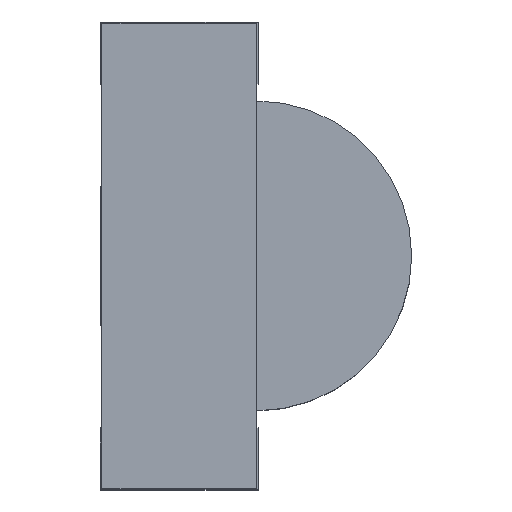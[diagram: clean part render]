
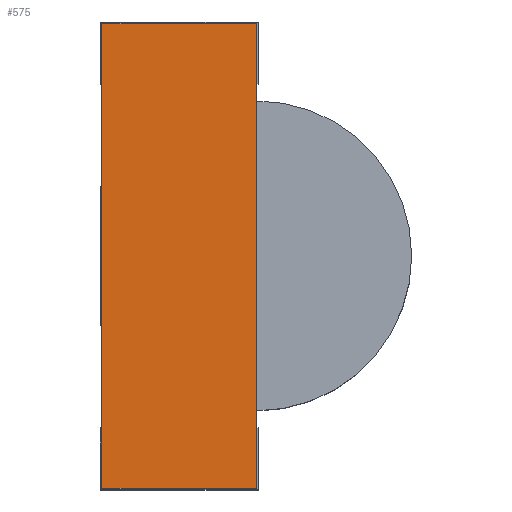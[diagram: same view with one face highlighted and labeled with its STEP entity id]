
A CAD part, top view. The second image highlights one B-rep face of the part: STEP entity #575.
In plain terms, the highlighted planar face has unit normal (0, 0, 1).
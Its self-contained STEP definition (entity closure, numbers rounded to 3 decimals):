
#30=FACE_OUTER_BOUND('',#66,.T.);
#66=EDGE_LOOP('',(#396,#397,#398,#399));
#100=LINE('',#825,#176);
#103=LINE('',#831,#179);
#106=LINE('',#837,#182);
#109=LINE('',#841,#185);
#176=VECTOR('',#669,10.);
#179=VECTOR('',#674,10.);
#182=VECTOR('',#679,10.);
#185=VECTOR('',#684,10.);
#252=VERTEX_POINT('',#822);
#253=VERTEX_POINT('',#824);
#255=VERTEX_POINT('',#830);
#257=VERTEX_POINT('',#836);
#304=EDGE_CURVE('',#253,#252,#100,.T.);
#307=EDGE_CURVE('',#255,#253,#103,.T.);
#310=EDGE_CURVE('',#257,#255,#106,.T.);
#313=EDGE_CURVE('',#252,#257,#109,.T.);
#396=ORIENTED_EDGE('',*,*,#313,.T.);
#397=ORIENTED_EDGE('',*,*,#310,.T.);
#398=ORIENTED_EDGE('',*,*,#307,.T.);
#399=ORIENTED_EDGE('',*,*,#304,.T.);
#540=PLANE('',#629);
#575=ADVANCED_FACE('',(#30),#540,.T.);
#629=AXIS2_PLACEMENT_3D('',#842,#685,#686);
#669=DIRECTION('',(1.,0.,0.));
#674=DIRECTION('',(0.,-1.,0.));
#679=DIRECTION('',(-1.,0.,0.));
#684=DIRECTION('',(0.,1.,0.));
#685=DIRECTION('center_axis',(0.,0.,1.));
#686=DIRECTION('ref_axis',(1.,0.,0.));
#822=CARTESIAN_POINT('',(0.5,-1.5,1.));
#824=CARTESIAN_POINT('',(-0.5,-1.5,1.));
#825=CARTESIAN_POINT('',(-0.5,-1.5,1.));
#830=CARTESIAN_POINT('',(-0.5,1.5,1.));
#831=CARTESIAN_POINT('',(-0.5,1.5,1.));
#836=CARTESIAN_POINT('',(0.5,1.5,1.));
#837=CARTESIAN_POINT('',(0.5,1.5,1.));
#841=CARTESIAN_POINT('',(0.5,-1.5,1.));
#842=CARTESIAN_POINT('Origin',(0.,0.,
1.));
